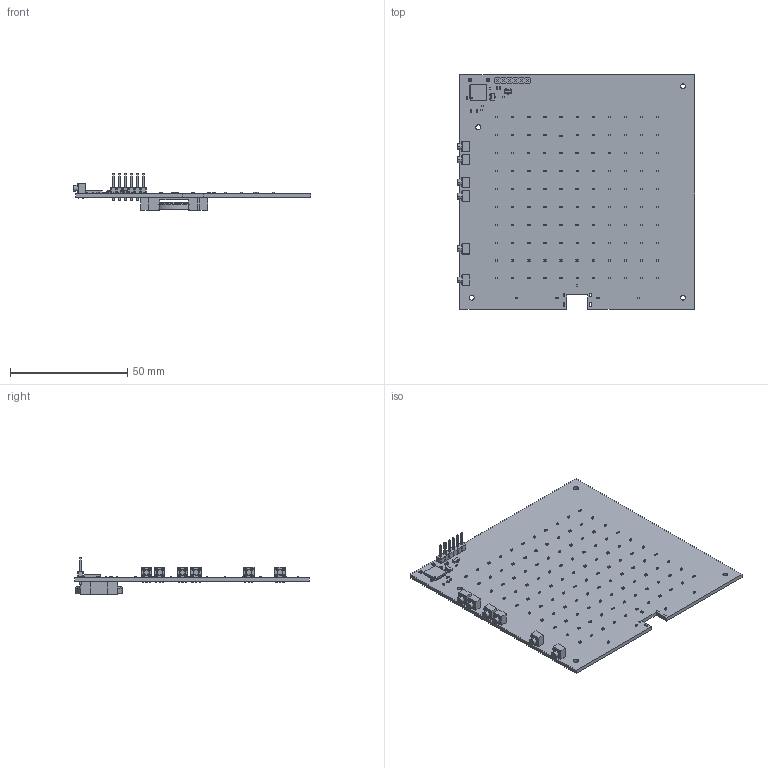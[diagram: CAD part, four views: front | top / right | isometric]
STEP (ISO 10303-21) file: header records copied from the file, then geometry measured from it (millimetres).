
FILE_DESCRIPTION(('KiCad electronic assembly'),'2;1');
FILE_NAME('main.step','2019-12-12T13:22:19',('An Author'),('A Company'), 'Open CASCADE STEP processor 6.9','KiCad to STEP converter','Unknown' );
FILE_SCHEMA(('AUTOMOTIVE_DESIGN { 1 0 10303 214 1 1 1 1 }'));
Length unit declared in the file: millimetre
Products named in the file (18): Open CASCADE STEP translator 6.9 1; C_0402_1005Metric; SOLID; R_0402_1005Metric; SOT-23; CR2032; CR2032-BS-6-1; COMPOUND; PinHeader_1x06_P2.54mm_Vertical; KAN4562-0501C; QFN-48-1EP_7x7mm_P0.5mm_EP5.6x5.6mm
Assembly tree (149 placements, depth 3):
  Open CASCADE STEP translator 6.9 1
    C_0402_1005Metric  x127
      SOLID
    R_0402_1005Metric
      SOLID
    SOT-23  x2
      SOLID
    CR2032
      SOLID
    CR2032-BS-6-1
      COMPOUND
    PinHeader_1x06_P2.54mm_Vertical
      SOLID
    KAN4562-0501C  x6
      SOLID
    QFN-48-1EP_7x7mm_P0.5mm_EP5.6x5.6mm
      SOLID
    COMPOUND
Bounding box: 101.11 x 100 x 15.74 mm (x, y, z)
Volume: 18394.8 mm3; surface area: 24389.3 mm2
Topology: 143 solids, 143 shells, 4587 faces, 11768 edges, 7779 vertices
Faces by surface type: plane 2776, cylinder 1694, torus 62, bspline 54, cone 1
Full cylindrical faces by diameter (mm): 0.4 x1, 1 x24, 2.1 x4, 18.999 x1, 20.015 x1
Entity records: 54422 total; most frequent: CARTESIAN_POINT 8668, DIRECTION 7730, LINE 5474, VECTOR 5474, ORIENTED_EDGE 3962, PCURVE 3962, DEFINITIONAL_REPRESENTATION 3962, EDGE_CURVE 1981
